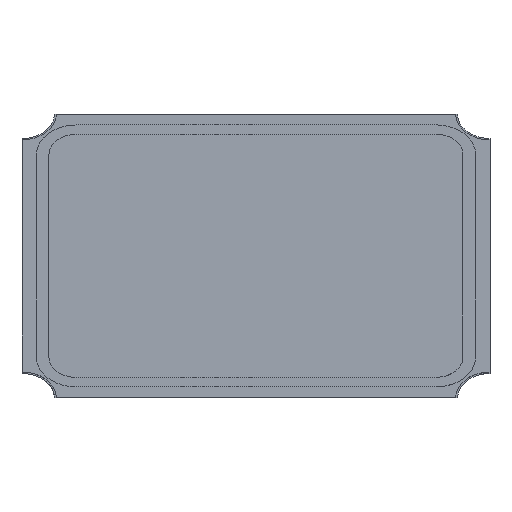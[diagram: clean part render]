
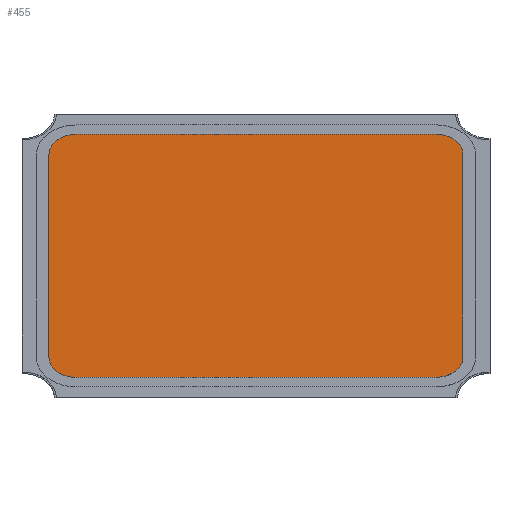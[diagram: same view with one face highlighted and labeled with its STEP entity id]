
A CAD part, top view. The second image highlights one B-rep face of the part: STEP entity #455.
In plain terms, the highlighted free-form (B-spline) face has degree [1, 1] with [2, 2] control points.
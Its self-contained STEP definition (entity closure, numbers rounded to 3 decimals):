
#271 = EDGE_CURVE('',#272,#274,#276,.T.);
#272 = VERTEX_POINT('',#273);
#273 = CARTESIAN_POINT('',(0.8,-0.54,0.55));
#274 = VERTEX_POINT('',#275);
#275 = CARTESIAN_POINT('',(0.92,-0.45,0.55));
#276 = ( BOUNDED_CURVE() B_SPLINE_CURVE(2,(#277,#278,#279),
.UNSPECIFIED.,.F.,.F.) B_SPLINE_CURVE_WITH_KNOTS((3,3),(4.712,
6.283),.PIECEWISE_BEZIER_KNOTS.) CURVE() 
GEOMETRIC_REPRESENTATION_ITEM() RATIONAL_B_SPLINE_CURVE((1.,
0.707,1.)) REPRESENTATION_ITEM('') );
#277 = CARTESIAN_POINT('',(0.8,-0.54,0.55));
#278 = CARTESIAN_POINT('',(0.92,-0.54,0.55));
#279 = CARTESIAN_POINT('',(0.92,-0.45,0.55));
#302 = EDGE_CURVE('',#303,#272,#305,.T.);
#303 = VERTEX_POINT('',#304);
#304 = CARTESIAN_POINT('',(-0.8,-0.54,0.55));
#305 = B_SPLINE_CURVE_WITH_KNOTS('',1,(#306,#307),.UNSPECIFIED.,.F.,.F.,
  (2,2),(0.,2.),.PIECEWISE_BEZIER_KNOTS.);
#306 = CARTESIAN_POINT('',(-0.8,-0.54,0.55));
#307 = CARTESIAN_POINT('',(0.8,-0.54,0.55));
#324 = EDGE_CURVE('',#325,#303,#327,.T.);
#325 = VERTEX_POINT('',#326);
#326 = CARTESIAN_POINT('',(-0.92,-0.45,0.55));
#327 = ( BOUNDED_CURVE() B_SPLINE_CURVE(2,(#328,#329,#330),
.UNSPECIFIED.,.F.,.F.) B_SPLINE_CURVE_WITH_KNOTS((3,3),(0.,
1.571),.PIECEWISE_BEZIER_KNOTS.) CURVE() 
GEOMETRIC_REPRESENTATION_ITEM() RATIONAL_B_SPLINE_CURVE((1.,
0.707,1.)) REPRESENTATION_ITEM('') );
#328 = CARTESIAN_POINT('',(-0.92,-0.45,0.55));
#329 = CARTESIAN_POINT('',(-0.92,-0.54,0.55));
#330 = CARTESIAN_POINT('',(-0.8,-0.54,0.55));
#349 = EDGE_CURVE('',#350,#325,#352,.T.);
#350 = VERTEX_POINT('',#351);
#351 = CARTESIAN_POINT('',(-0.92,0.45,0.55));
#352 = B_SPLINE_CURVE_WITH_KNOTS('',1,(#353,#354),.UNSPECIFIED.,.F.,.F.,
  (2,2),(-1.5,-0.),.PIECEWISE_BEZIER_KNOTS.);
#353 = CARTESIAN_POINT('',(-0.92,0.45,0.55));
#354 = CARTESIAN_POINT('',(-0.92,-0.45,0.55));
#371 = EDGE_CURVE('',#372,#350,#374,.T.);
#372 = VERTEX_POINT('',#373);
#373 = CARTESIAN_POINT('',(-0.8,0.54,0.55));
#374 = ( BOUNDED_CURVE() B_SPLINE_CURVE(2,(#375,#376,#377),
.UNSPECIFIED.,.F.,.F.) B_SPLINE_CURVE_WITH_KNOTS((3,3),(4.712,
6.283),.PIECEWISE_BEZIER_KNOTS.) CURVE() 
GEOMETRIC_REPRESENTATION_ITEM() RATIONAL_B_SPLINE_CURVE((1.,
0.707,1.)) REPRESENTATION_ITEM('') );
#375 = CARTESIAN_POINT('',(-0.8,0.54,0.55));
#376 = CARTESIAN_POINT('',(-0.92,0.54,0.55));
#377 = CARTESIAN_POINT('',(-0.92,0.45,0.55));
#396 = EDGE_CURVE('',#397,#372,#399,.T.);
#397 = VERTEX_POINT('',#398);
#398 = CARTESIAN_POINT('',(0.8,0.54,0.55));
#399 = B_SPLINE_CURVE_WITH_KNOTS('',1,(#400,#401),.UNSPECIFIED.,.F.,.F.,
  (2,2),(-2.,-0.),.PIECEWISE_BEZIER_KNOTS.);
#400 = CARTESIAN_POINT('',(0.8,0.54,0.55));
#401 = CARTESIAN_POINT('',(-0.8,0.54,0.55));
#418 = EDGE_CURVE('',#419,#397,#421,.T.);
#419 = VERTEX_POINT('',#420);
#420 = CARTESIAN_POINT('',(0.92,0.45,0.55));
#421 = ( BOUNDED_CURVE() B_SPLINE_CURVE(2,(#422,#423,#424),
.UNSPECIFIED.,.F.,.F.) B_SPLINE_CURVE_WITH_KNOTS((3,3),(3.142,
4.712),.PIECEWISE_BEZIER_KNOTS.) CURVE() 
GEOMETRIC_REPRESENTATION_ITEM() RATIONAL_B_SPLINE_CURVE((1.,
0.707,1.)) REPRESENTATION_ITEM('') );
#422 = CARTESIAN_POINT('',(0.92,0.45,0.55));
#423 = CARTESIAN_POINT('',(0.92,0.54,0.55));
#424 = CARTESIAN_POINT('',(0.8,0.54,0.55));
#443 = EDGE_CURVE('',#274,#419,#444,.T.);
#444 = B_SPLINE_CURVE_WITH_KNOTS('',1,(#445,#446),.UNSPECIFIED.,.F.,.F.,
  (2,2),(0.,1.5),.PIECEWISE_BEZIER_KNOTS.);
#445 = CARTESIAN_POINT('',(0.92,-0.45,0.55));
#446 = CARTESIAN_POINT('',(0.92,0.45,0.55));
#455 = ADVANCED_FACE('',(#456),#466,.T.);
#456 = FACE_BOUND('',#457,.T.);
#457 = EDGE_LOOP('',(#458,#459,#460,#461,#462,#463,#464,#465));
#458 = ORIENTED_EDGE('',*,*,#302,.T.);
#459 = ORIENTED_EDGE('',*,*,#271,.T.);
#460 = ORIENTED_EDGE('',*,*,#443,.T.);
#461 = ORIENTED_EDGE('',*,*,#418,.T.);
#462 = ORIENTED_EDGE('',*,*,#396,.T.);
#463 = ORIENTED_EDGE('',*,*,#371,.T.);
#464 = ORIENTED_EDGE('',*,*,#349,.T.);
#465 = ORIENTED_EDGE('',*,*,#324,.T.);
#466 = B_SPLINE_SURFACE_WITH_KNOTS('',1,1,(
    (#467,#468)
    ,(#469,#470
    )),.UNSPECIFIED.,.F.,.F.,.F.,(2,2),(2,2),(-1.15,1.15),(-0.9,0.9),
  .PIECEWISE_BEZIER_KNOTS.);
#467 = CARTESIAN_POINT('',(-0.92,-0.54,0.55));
#468 = CARTESIAN_POINT('',(-0.92,0.54,0.55));
#469 = CARTESIAN_POINT('',(0.92,-0.54,0.55));
#470 = CARTESIAN_POINT('',(0.92,0.54,0.55));
